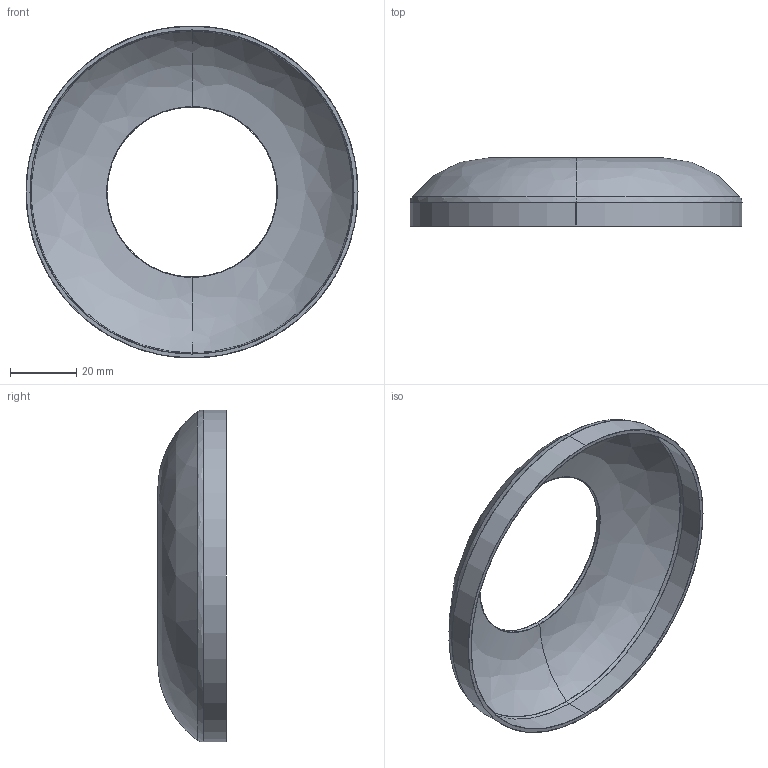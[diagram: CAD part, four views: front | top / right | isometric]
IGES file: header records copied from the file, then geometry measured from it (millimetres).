
Start section: SolidWorks IGES file using analytic representation for surfaces
Global section: file name: àðò. KRT505.IGS; native system: SolidWorks 2014; preprocessor: SolidWorks 2014; author: ba2ra; date: 140603.173821; units: millimetre
Bounding box: 100 x 20.7 x 100 mm (x, y, z)
Surface area: 18856.1 mm2 (no closed solid volume)
Topology: 0 solids, 0 shells, 17 faces, 440 edges, 440 vertices
Faces by surface type: bspline 11, revolution 6
